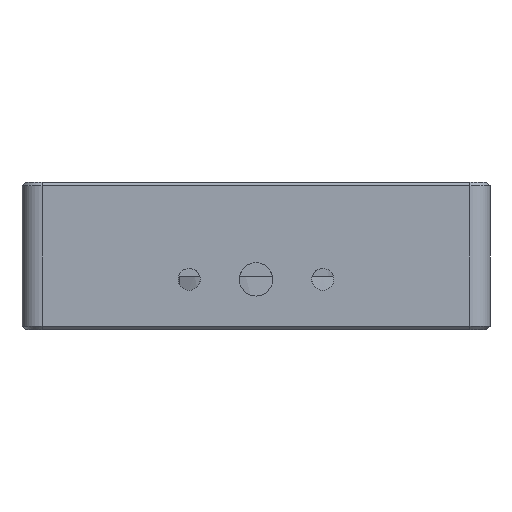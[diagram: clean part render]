
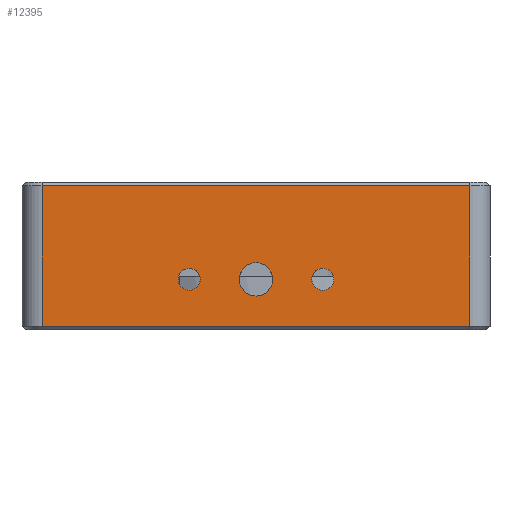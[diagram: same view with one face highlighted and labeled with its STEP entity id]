
A CAD part, front view. The second image highlights one B-rep face of the part: STEP entity #12395.
In plain terms, the highlighted planar face has unit normal (0, -1, 0).
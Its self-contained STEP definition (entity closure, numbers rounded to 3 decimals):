
#98 = VERTEX_POINT ( 'NONE', #3922 ) ;
#240 = ORIENTED_EDGE ( 'NONE', *, *, #5857, .F. ) ;
#288 = EDGE_CURVE ( 'NONE', #10287, #12772, #2212, .T. ) ;
#354 = ORIENTED_EDGE ( 'NONE', *, *, #10807, .T. ) ;
#483 = AXIS2_PLACEMENT_3D ( 'NONE', #2734, #3712, #6912 ) ;
#571 = PLANE ( 'NONE',  #11770 ) ;
#780 = CARTESIAN_POINT ( 'NONE',  ( 6.997, -41.913, 79.65 ) ) ;
#803 = VERTEX_POINT ( 'NONE', #3189 ) ;
#880 = DIRECTION ( 'NONE',  ( 0., 0., -1. ) ) ;
#913 = CIRCLE ( 'NONE', #483, 2.5 ) ;
#945 = VECTOR ( 'NONE', #2927, 1000. ) ;
#967 = DIRECTION ( 'NONE',  ( 0., 0., -1. ) ) ;
#1198 = DIRECTION ( 'NONE',  ( 0., -1., 0. ) ) ;
#1407 = FACE_BOUND ( 'NONE', #12504, .T. ) ;
#1741 = CARTESIAN_POINT ( 'NONE',  ( -3.003, -41.913, 75.5 ) ) ;
#1964 = DIRECTION ( 'NONE',  ( 0., -1., 0. ) ) ;
#2191 = CARTESIAN_POINT ( 'NONE',  ( -13.003, -41.913, 76.35 ) ) ;
#2200 = VERTEX_POINT ( 'NONE', #780 ) ;
#2212 = CIRCLE ( 'NONE', #13300, 2.5 ) ;
#2661 = EDGE_CURVE ( 'NONE', #6993, #2200, #6283, .T. ) ;
#2700 = VECTOR ( 'NONE', #4390, 1000. ) ;
#2734 = CARTESIAN_POINT ( 'NONE',  ( -3.003, -41.913, 78. ) ) ;
#2767 = CARTESIAN_POINT ( 'NONE',  ( -38.003, -41.913, 92.5 ) ) ;
#2832 = CIRCLE ( 'NONE', #3335, 1.65 ) ;
#2927 = DIRECTION ( 'NONE',  ( -1., 0., 0. ) ) ;
#3054 = AXIS2_PLACEMENT_3D ( 'NONE', #13046, #7031, #10945 ) ;
#3189 = CARTESIAN_POINT ( 'NONE',  ( -35.003, -41.913, 71. ) ) ;
#3335 = AXIS2_PLACEMENT_3D ( 'NONE', #13188, #1964, #880 ) ;
#3531 = EDGE_CURVE ( 'NONE', #803, #6666, #9207, .T. ) ;
#3596 = ORIENTED_EDGE ( 'NONE', *, *, #3531, .T. ) ;
#3712 = DIRECTION ( 'NONE',  ( 0., -1., 0. ) ) ;
#3913 = CIRCLE ( 'NONE', #10849, 1.65 ) ;
#3922 = CARTESIAN_POINT ( 'NONE',  ( 28.997, -41.913, 92. ) ) ;
#3948 = CARTESIAN_POINT ( 'NONE',  ( -13.003, -41.913, 78. ) ) ;
#4390 = DIRECTION ( 'NONE',  ( 0., 0., 1. ) ) ;
#4410 = EDGE_CURVE ( 'NONE', #6666, #98, #9194, .T. ) ;
#4456 = FACE_BOUND ( 'NONE', #7294, .T. ) ;
#4491 = CARTESIAN_POINT ( 'NONE',  ( -35.003, -41.913, 92. ) ) ;
#4551 = EDGE_LOOP ( 'NONE', ( #7212, #3596, #7460, #354 ) ) ;
#4678 = DIRECTION ( 'NONE',  ( 1., 0., 0. ) ) ;
#4798 = VECTOR ( 'NONE', #4678, 1000. ) ;
#5110 = VERTEX_POINT ( 'NONE', #4491 ) ;
#5112 = CARTESIAN_POINT ( 'NONE',  ( -13.003, -41.913, 78. ) ) ;
#5410 = EDGE_CURVE ( 'NONE', #10874, #9183, #11546, .T. ) ;
#5853 = CARTESIAN_POINT ( 'NONE',  ( 28.997, -41.913, 71. ) ) ;
#5857 = EDGE_CURVE ( 'NONE', #12772, #10287, #913, .T. ) ;
#6283 = CIRCLE ( 'NONE', #3054, 1.65 ) ;
#6666 = VERTEX_POINT ( 'NONE', #5853 ) ;
#6680 = AXIS2_PLACEMENT_3D ( 'NONE', #5112, #8313, #967 ) ;
#6912 = DIRECTION ( 'NONE',  ( 0., 0., -1. ) ) ;
#6981 = ORIENTED_EDGE ( 'NONE', *, *, #2661, .F. ) ;
#6993 = VERTEX_POINT ( 'NONE', #7817 ) ;
#7031 = DIRECTION ( 'NONE',  ( 0., -1., 0. ) ) ;
#7072 = CARTESIAN_POINT ( 'NONE',  ( -35.003, -41.913, 92. ) ) ;
#7212 = ORIENTED_EDGE ( 'NONE', *, *, #9112, .T. ) ;
#7294 = EDGE_LOOP ( 'NONE', ( #7494, #240 ) ) ;
#7460 = ORIENTED_EDGE ( 'NONE', *, *, #4410, .T. ) ;
#7494 = ORIENTED_EDGE ( 'NONE', *, *, #288, .F. ) ;
#7520 = FACE_BOUND ( 'NONE', #8745, .T. ) ;
#7606 = ORIENTED_EDGE ( 'NONE', *, *, #5410, .F. ) ;
#7817 = CARTESIAN_POINT ( 'NONE',  ( 6.997, -41.913, 76.35 ) ) ;
#8010 = DIRECTION ( 'NONE',  ( 0., -1., 0. ) ) ;
#8042 = EDGE_CURVE ( 'NONE', #9183, #10874, #3913, .T. ) ;
#8106 = DIRECTION ( 'NONE',  ( 0., 0., -1. ) ) ;
#8177 = CARTESIAN_POINT ( 'NONE',  ( -3.003, -41.913, 78. ) ) ;
#8313 = DIRECTION ( 'NONE',  ( 0., -1., 0. ) ) ;
#8417 = VECTOR ( 'NONE', #9517, 1000. ) ;
#8471 = CARTESIAN_POINT ( 'NONE',  ( -35.003, -41.913, 92.5 ) ) ;
#8551 = CARTESIAN_POINT ( 'NONE',  ( -13.003, -41.913, 79.65 ) ) ;
#8599 = ORIENTED_EDGE ( 'NONE', *, *, #8042, .F. ) ;
#8745 = EDGE_LOOP ( 'NONE', ( #7606, #8599 ) ) ;
#9053 = DIRECTION ( 'NONE',  ( 0., 0., 1. ) ) ;
#9112 = EDGE_CURVE ( 'NONE', #5110, #803, #12721, .T. ) ;
#9183 = VERTEX_POINT ( 'NONE', #8551 ) ;
#9194 = LINE ( 'NONE', #12743, #2700 ) ;
#9207 = LINE ( 'NONE', #9917, #4798 ) ;
#9517 = DIRECTION ( 'NONE',  ( 0., 0., -1. ) ) ;
#9917 = CARTESIAN_POINT ( 'NONE',  ( -38.003, -41.913, 71. ) ) ;
#10287 = VERTEX_POINT ( 'NONE', #1741 ) ;
#10738 = FACE_OUTER_BOUND ( 'NONE', #4551, .T. ) ;
#10807 = EDGE_CURVE ( 'NONE', #98, #5110, #12997, .T. ) ;
#10849 = AXIS2_PLACEMENT_3D ( 'NONE', #3948, #8010, #8106 ) ;
#10874 = VERTEX_POINT ( 'NONE', #2191 ) ;
#10942 = ORIENTED_EDGE ( 'NONE', *, *, #12819, .F. ) ;
#10945 = DIRECTION ( 'NONE',  ( 0., 0., -1. ) ) ;
#11546 = CIRCLE ( 'NONE', #6680, 1.65 ) ;
#11770 = AXIS2_PLACEMENT_3D ( 'NONE', #2767, #13106, #9053 ) ;
#12395 = ADVANCED_FACE ( 'NONE', ( #1407, #7520, #4456, #10738 ), #571, .F. ) ;
#12504 = EDGE_LOOP ( 'NONE', ( #6981, #10942 ) ) ;
#12721 = LINE ( 'NONE', #8471, #8417 ) ;
#12736 = CARTESIAN_POINT ( 'NONE',  ( -3.003, -41.913, 80.5 ) ) ;
#12743 = CARTESIAN_POINT ( 'NONE',  ( 28.997, -41.913, 92.5 ) ) ;
#12772 = VERTEX_POINT ( 'NONE', #12736 ) ;
#12819 = EDGE_CURVE ( 'NONE', #2200, #6993, #2832, .T. ) ;
#12997 = LINE ( 'NONE', #7072, #945 ) ;
#13046 = CARTESIAN_POINT ( 'NONE',  ( 6.997, -41.913, 78. ) ) ;
#13106 = DIRECTION ( 'NONE',  ( 0., 1., 0. ) ) ;
#13188 = CARTESIAN_POINT ( 'NONE',  ( 6.997, -41.913, 78. ) ) ;
#13284 = DIRECTION ( 'NONE',  ( 0., 0., -1. ) ) ;
#13300 = AXIS2_PLACEMENT_3D ( 'NONE', #8177, #1198, #13284 ) ;
